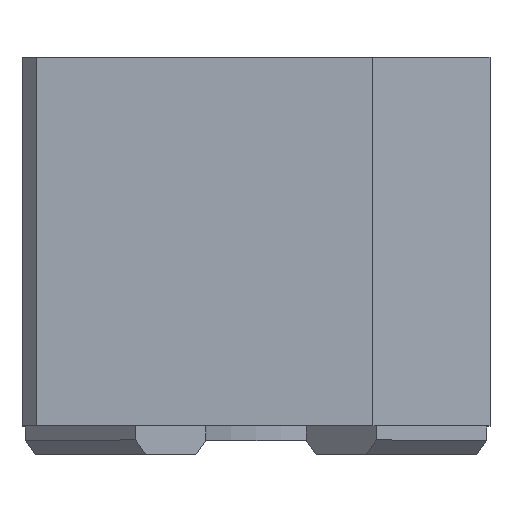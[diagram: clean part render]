
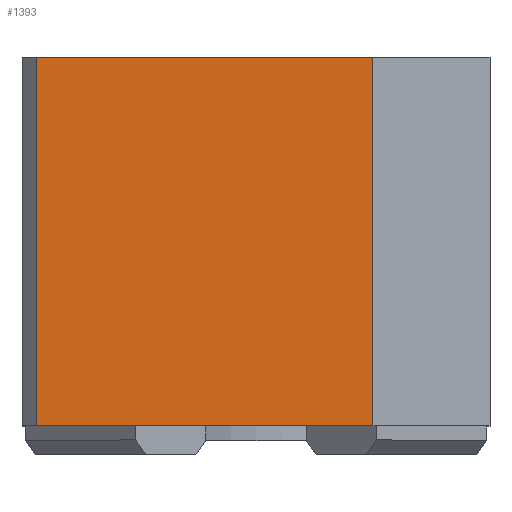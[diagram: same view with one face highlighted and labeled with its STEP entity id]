
A CAD part, top view. The second image highlights one B-rep face of the part: STEP entity #1393.
In plain terms, the highlighted planar face has unit normal (0, 0, 1).
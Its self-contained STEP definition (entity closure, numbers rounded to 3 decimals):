
#362=DIRECTION('',(1.,0.,0.));
#363=VECTOR('',#362,2.375);
#364=CARTESIAN_POINT('',(-1.55,0.,1.65));
#365=LINE('',#364,#363);
#437=DIRECTION('',(0.,1.,0.));
#438=VECTOR('',#437,2.6);
#439=CARTESIAN_POINT('',(0.825,0.,1.65));
#440=LINE('',#439,#438);
#445=DIRECTION('',(0.,-1.,0.));
#446=VECTOR('',#445,2.6);
#447=CARTESIAN_POINT('',(-1.55,2.6,1.65));
#448=LINE('',#447,#446);
#513=DIRECTION('',(1.,0.,0.));
#514=VECTOR('',#513,2.375);
#515=CARTESIAN_POINT('',(-1.55,2.6,1.65));
#516=LINE('',#515,#514);
#673=CARTESIAN_POINT('',(0.825,2.6,1.65));
#675=VERTEX_POINT('',#673);
#687=CARTESIAN_POINT('',(0.825,0.,1.65));
#688=VERTEX_POINT('',#687);
#839=CARTESIAN_POINT('',(-1.55,0.,1.65));
#841=VERTEX_POINT('',#839);
#845=CARTESIAN_POINT('',(-1.55,2.6,1.65));
#846=VERTEX_POINT('',#845);
#1380=CARTESIAN_POINT('',(-1.65,0.,1.65));
#1381=DIRECTION('',(0.,0.,1.));
#1382=DIRECTION('',(1.,0.,0.));
#1383=AXIS2_PLACEMENT_3D('',#1380,#1381,#1382);
#1384=PLANE('',#1383);
#1386=ORIENTED_EDGE('',*,*,#1385,.F.);
#1388=ORIENTED_EDGE('',*,*,#1387,.T.);
#1389=ORIENTED_EDGE('',*,*,#1370,.F.);
#1390=ORIENTED_EDGE('',*,*,#1304,.F.);
#1391=EDGE_LOOP('',(#1386,#1388,#1389,#1390));
#1392=FACE_OUTER_BOUND('',#1391,.F.);
#1304=EDGE_CURVE('',#841,#688,#365,.T.);
#1370=EDGE_CURVE('',#688,#675,#440,.T.);
#1385=EDGE_CURVE('',#846,#841,#448,.T.);
#1387=EDGE_CURVE('',#846,#675,#516,.T.);
#1393=ADVANCED_FACE('',(#1392),#1384,.T.);
